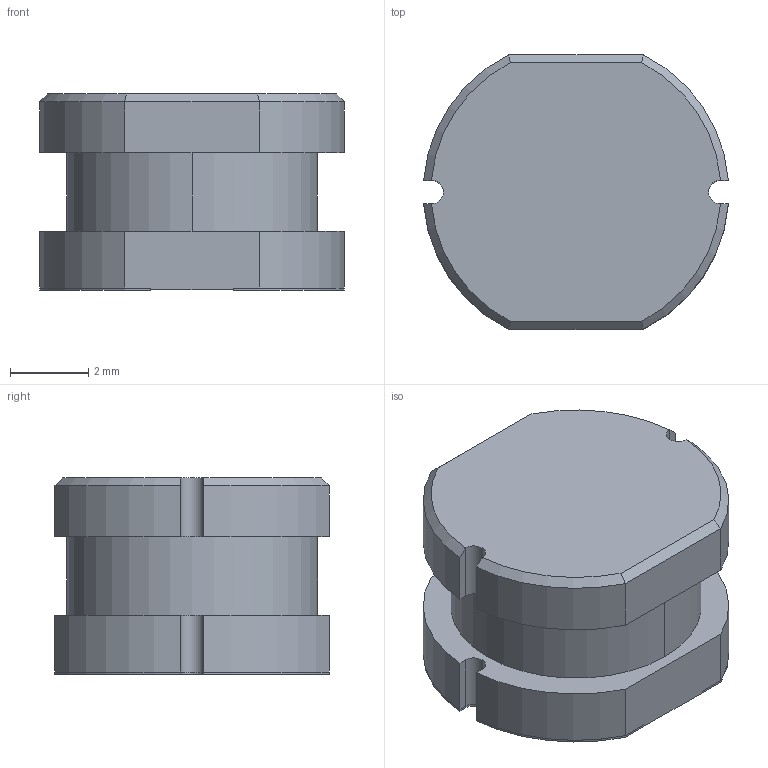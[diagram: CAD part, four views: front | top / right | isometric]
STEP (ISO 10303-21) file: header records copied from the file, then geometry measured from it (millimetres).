
FILE_DESCRIPTION (( 'STEP AP214' ), '1' );
FILE_NAME ('IND-SMD_L7.8-W7.0-A.step', '2022-07-09T00:54:18', ( '' ), ( '' ), 'SwSTEP 2.0', 'SolidWorks 2020', '' );
FILE_SCHEMA (( 'AUTOMOTIVE_DESIGN' ));
Length unit declared in the file: millimetre
Products named in the file (1): IND-SMD_L7.8-W7.0-A
Bounding box: 7.78 x 7.01 x 5 mm (x, y, z)
Volume: 200.1 mm3; surface area: 232.5 mm2
Topology: 1 solids, 1 shells, 341 faces, 925 edges, 614 vertices
Faces by surface type: plane 205, bspline 112, cylinder 20, cone 4
Entity records: 15027 total; most frequent: CARTESIAN_POINT 4015, ORIENTED_EDGE 1850, DIRECTION 1195, EDGE_CURVE 925, LINE 647, VECTOR 647, VERTEX_POINT 614, EDGE_LOOP 369
